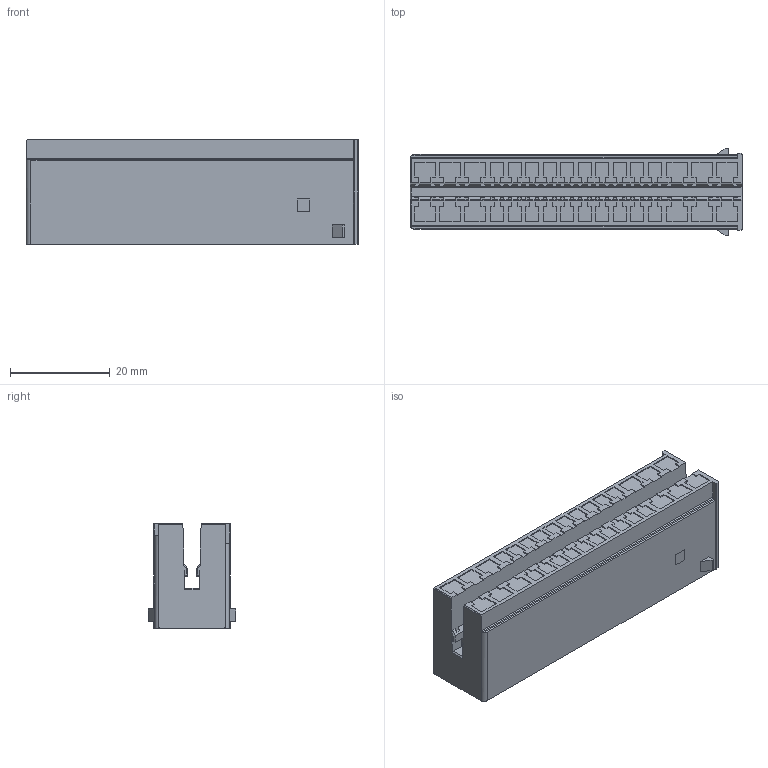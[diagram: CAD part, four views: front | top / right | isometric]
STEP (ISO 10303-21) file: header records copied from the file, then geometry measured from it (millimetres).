
FILE_DESCRIPTION(/* description */ (''),/* implementation_level */ '2;1');
FILE_NAME(/* name */ '15341081_ENV.stp',/* time_stamp */ '2024-06-07T10:53:14+08:00',/* author */ (''),/* organization */ (''),/* preprocessor_version */ 'ST-DEVELOPER v16',/* originating_system */ 'SIEMENS PLM Software NX 11.0',/* authorisation */ '');
FILE_SCHEMA (('AP203_CONFIGURATION_CONTROLLED_3D_DESIGN_OF_MECHANICAL_PARTS_AND_ASSEMBLIES_MIM_LF { 1 0 10303 403 2 1 2}'));
Length unit declared in the file: millimetre
Products named in the file (1): 15341081_ENV
Bounding box: 66.5 x 17.6 x 21 mm (x, y, z)
Volume: 17195.2 mm3; surface area: 9038.2 mm2
Topology: 1 solids, 1 shells, 1076 faces, 3025 edges, 1990 vertices
Faces by surface type: plane 832, cylinder 176, bspline 64, torus 4
Entity records: 43284 total; most frequent: CARTESIAN_POINT 8002, ORIENTED_EDGE 6050, DIRECTION 5337, EDGE_CURVE 3025, LINE 2475, VECTOR 2475, VERTEX_POINT 1990, AXIS2_PLACEMENT_3D 1431
